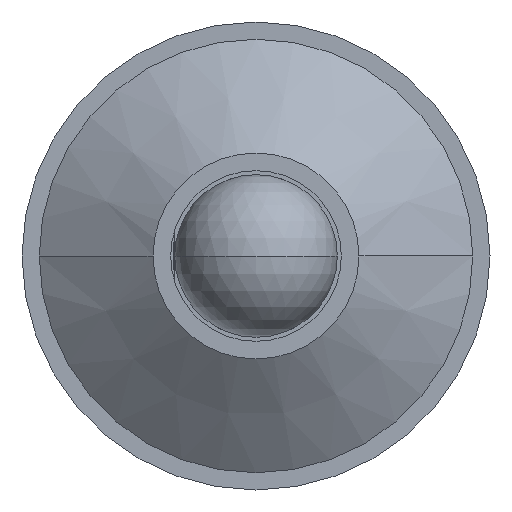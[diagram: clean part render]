
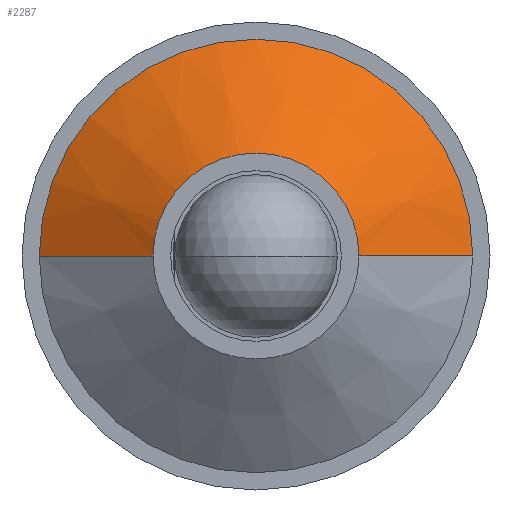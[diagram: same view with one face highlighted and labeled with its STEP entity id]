
A CAD part, left-side view. The second image highlights one B-rep face of the part: STEP entity #2287.
In plain terms, the highlighted conical face has half-angle 54.462 degrees and reference radius 4 mm.
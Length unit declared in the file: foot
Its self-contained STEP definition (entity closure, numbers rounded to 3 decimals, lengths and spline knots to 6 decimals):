
#214 = ORIENTED_EDGE ( 'NONE', *, *, #2863, .T. ) ;
#333 = CIRCLE ( 'NONE', #2759, 0.013123 ) ;
#418 = DIRECTION ( 'NONE',  ( 1., 0., 0. ) ) ;
#524 = VERTEX_POINT ( 'NONE', #1311 ) ;
#557 = EDGE_CURVE ( 'NONE', #524, #3560, #5009, .T. ) ;
#1218 = DIRECTION ( 'NONE',  ( 0., 1., 0. ) ) ;
#1311 = CARTESIAN_POINT ( 'NONE',  ( 0., 0.006234, 0. ) ) ;
#1319 = ORIENTED_EDGE ( 'NONE', *, *, #2054, .F. ) ;
#1429 = AXIS2_PLACEMENT_3D ( 'NONE', #2096, #2355, #2829 ) ;
#1453 = ORIENTED_EDGE ( 'NONE', *, *, #4480, .F. ) ;
#1478 = CONICAL_SURFACE ( 'NONE', #1429, 0.013123, 0.951 ) ;
#1661 = VECTOR ( 'NONE', #2566, 3.28084 ) ;
#1769 = LINE ( 'NONE', #2807, #2692 ) ;
#2054 = EDGE_CURVE ( 'NONE', #3950, #2625, #333, .T. ) ;
#2082 = CARTESIAN_POINT ( 'NONE',  ( 0.004921, -0.013123, 0. ) ) ;
#2096 = CARTESIAN_POINT ( 'NONE',  ( 0.004921, 0., 0. ) ) ;
#2273 = ORIENTED_EDGE ( 'NONE', *, *, #557, .T. ) ;
#2287 = ADVANCED_FACE ( 'NONE', ( #4133 ), #1478, .T. ) ;
#2355 = DIRECTION ( 'NONE',  ( 1., 0., 0. ) ) ;
#2566 = DIRECTION ( 'NONE',  ( 0.581, -0.814, 0. ) ) ;
#2585 = CARTESIAN_POINT ( 'NONE',  ( 0.004921, -0.013123, 0. ) ) ;
#2625 = VERTEX_POINT ( 'NONE', #2082 ) ;
#2692 = VECTOR ( 'NONE', #2781, 3.28084 ) ;
#2707 = LINE ( 'NONE', #2585, #1661 ) ;
#2759 = AXIS2_PLACEMENT_3D ( 'NONE', #4034, #418, #1218 ) ;
#2781 = DIRECTION ( 'NONE',  ( 0.581, 0.814, 0. ) ) ;
#2807 = CARTESIAN_POINT ( 'NONE',  ( 0.004921, 0.013123, 0. ) ) ;
#2829 = DIRECTION ( 'NONE',  ( 0., 1., 0. ) ) ;
#2863 = EDGE_CURVE ( 'NONE', #3560, #2625, #2707, .T. ) ;
#2969 = DIRECTION ( 'NONE',  ( 0., 1., 0. ) ) ;
#3065 = DIRECTION ( 'NONE',  ( 1., 0., 0. ) ) ;
#3081 = CARTESIAN_POINT ( 'NONE',  ( 0., 0., 0. ) ) ;
#3560 = VERTEX_POINT ( 'NONE', #4308 ) ;
#3950 = VERTEX_POINT ( 'NONE', #4353 ) ;
#4034 = CARTESIAN_POINT ( 'NONE',  ( 0.004921, 0., 0. ) ) ;
#4133 = FACE_OUTER_BOUND ( 'NONE', #4833, .T. ) ;
#4213 = AXIS2_PLACEMENT_3D ( 'NONE', #3081, #3065, #2969 ) ;
#4308 = CARTESIAN_POINT ( 'NONE',  ( 0., -0.006234, 0. ) ) ;
#4353 = CARTESIAN_POINT ( 'NONE',  ( 0.004921, 0.013123, 0. ) ) ;
#4480 = EDGE_CURVE ( 'NONE', #524, #3950, #1769, .T. ) ;
#4833 = EDGE_LOOP ( 'NONE', ( #2273, #214, #1319, #1453 ) ) ;
#5009 = CIRCLE ( 'NONE', #4213, 0.006234 ) ;
